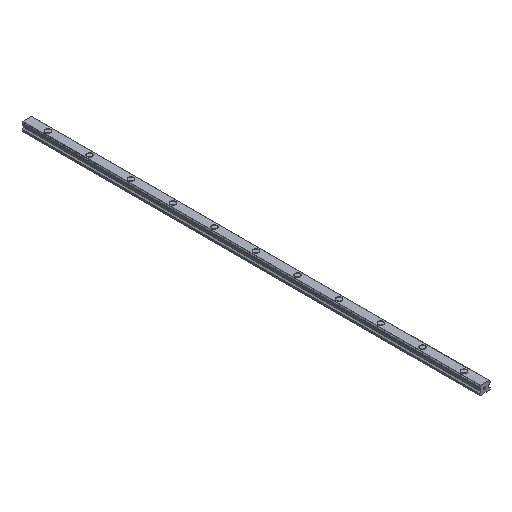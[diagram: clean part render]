
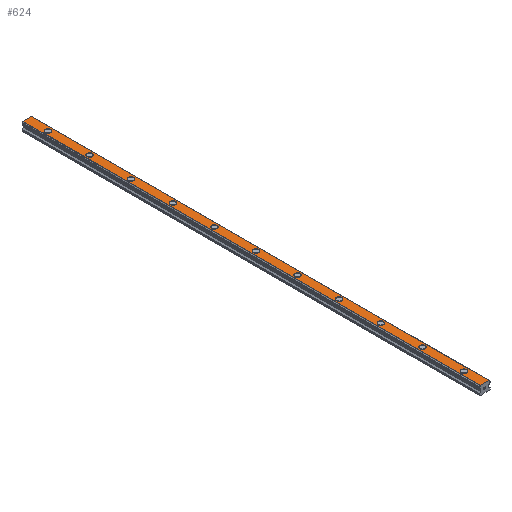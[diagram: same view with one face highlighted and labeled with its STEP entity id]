
A CAD part, isometric view. The second image highlights one B-rep face of the part: STEP entity #624.
In plain terms, the highlighted planar face has unit normal (0, 0, 1).
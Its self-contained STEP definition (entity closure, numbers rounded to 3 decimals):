
#624=ADVANCED_FACE('',(#1276,#1277,#1278,#1279,#1280,#1281,#1282,#1283,#1284,#1285,#1286,#1287),#1288,.T.);
#1276=FACE_BOUND('',#1949,.T.);
#1277=FACE_BOUND('',#1950,.T.);
#1278=FACE_BOUND('',#1951,.T.);
#1279=FACE_BOUND('',#1952,.T.);
#1280=FACE_BOUND('',#1953,.T.);
#1281=FACE_BOUND('',#1954,.T.);
#1282=FACE_BOUND('',#1955,.T.);
#1283=FACE_BOUND('',#1956,.T.);
#1284=FACE_BOUND('',#1957,.T.);
#1285=FACE_BOUND('',#1958,.T.);
#1286=FACE_BOUND('',#1959,.T.);
#1287=FACE_OUTER_BOUND('',#1960,.T.);
#1288=PLANE('',#1961);
#1949=EDGE_LOOP('',(#3769,#3770));
#1950=EDGE_LOOP('',(#3771,#3772));
#1951=EDGE_LOOP('',(#3773,#3774));
#1952=EDGE_LOOP('',(#3775,#3776));
#1953=EDGE_LOOP('',(#3777,#3778));
#1954=EDGE_LOOP('',(#3779,#3780));
#1955=EDGE_LOOP('',(#3781,#3782));
#1956=EDGE_LOOP('',(#3783,#3784));
#1957=EDGE_LOOP('',(#3785,#3786));
#1958=EDGE_LOOP('',(#3787,#3788));
#1959=EDGE_LOOP('',(#3789,#3790));
#1960=EDGE_LOOP('',(#3791,#3792,#3793,#3794));
#1961=AXIS2_PLACEMENT_3D('',#3795,#3796,#3797);
#3769=ORIENTED_EDGE('',*,*,#4113,.T.);
#3770=ORIENTED_EDGE('',*,*,#4556,.T.);
#3771=ORIENTED_EDGE('',*,*,#4101,.T.);
#3772=ORIENTED_EDGE('',*,*,#4590,.T.);
#3773=ORIENTED_EDGE('',*,*,#4089,.T.);
#3774=ORIENTED_EDGE('',*,*,#4599,.T.);
#3775=ORIENTED_EDGE('',*,*,#4077,.T.);
#3776=ORIENTED_EDGE('',*,*,#4608,.T.);
#3777=ORIENTED_EDGE('',*,*,#4065,.T.);
#3778=ORIENTED_EDGE('',*,*,#4617,.T.);
#3779=ORIENTED_EDGE('',*,*,#4053,.T.);
#3780=ORIENTED_EDGE('',*,*,#4626,.T.);
#3781=ORIENTED_EDGE('',*,*,#4041,.T.);
#3782=ORIENTED_EDGE('',*,*,#4635,.T.);
#3783=ORIENTED_EDGE('',*,*,#4029,.T.);
#3784=ORIENTED_EDGE('',*,*,#4644,.T.);
#3785=ORIENTED_EDGE('',*,*,#4017,.T.);
#3786=ORIENTED_EDGE('',*,*,#4653,.T.);
#3787=ORIENTED_EDGE('',*,*,#4005,.T.);
#3788=ORIENTED_EDGE('',*,*,#4662,.T.);
#3789=ORIENTED_EDGE('',*,*,#3993,.T.);
#3790=ORIENTED_EDGE('',*,*,#4671,.T.);
#3791=ORIENTED_EDGE('',*,*,#4537,.T.);
#3792=ORIENTED_EDGE('',*,*,#4714,.F.);
#3793=ORIENTED_EDGE('',*,*,#4411,.T.);
#3794=ORIENTED_EDGE('',*,*,#4712,.T.);
#3795=CARTESIAN_POINT('',(0.0,660.0,12.5));
#3796=DIRECTION('',(0.0,0.0,1.0));
#3797=DIRECTION('',(-1.0,0.0,0.0));
#3993=EDGE_CURVE('',#4770,#4767,#4771,.T.);
#4005=EDGE_CURVE('',#4792,#4789,#4793,.T.);
#4017=EDGE_CURVE('',#4814,#4811,#4815,.T.);
#4029=EDGE_CURVE('',#4836,#4833,#4837,.T.);
#4041=EDGE_CURVE('',#4858,#4855,#4859,.T.);
#4053=EDGE_CURVE('',#4880,#4877,#4881,.T.);
#4065=EDGE_CURVE('',#4902,#4899,#4903,.T.);
#4077=EDGE_CURVE('',#4924,#4921,#4925,.T.);
#4089=EDGE_CURVE('',#4946,#4943,#4947,.T.);
#4101=EDGE_CURVE('',#4968,#4965,#4969,.T.);
#4113=EDGE_CURVE('',#4990,#4987,#4991,.T.);
#4411=EDGE_CURVE('',#5430,#5428,#5431,.T.);
#4537=EDGE_CURVE('',#5637,#5635,#5638,.T.);
#4556=EDGE_CURVE('',#4987,#4990,#5673,.T.);
#4590=EDGE_CURVE('',#4965,#4968,#5719,.T.);
#4599=EDGE_CURVE('',#4943,#4946,#5729,.T.);
#4608=EDGE_CURVE('',#4921,#4924,#5739,.T.);
#4617=EDGE_CURVE('',#4899,#4902,#5749,.T.);
#4626=EDGE_CURVE('',#4877,#4880,#5759,.T.);
#4635=EDGE_CURVE('',#4855,#4858,#5769,.T.);
#4644=EDGE_CURVE('',#4833,#4836,#5779,.T.);
#4653=EDGE_CURVE('',#4811,#4814,#5789,.T.);
#4662=EDGE_CURVE('',#4789,#4792,#5799,.T.);
#4671=EDGE_CURVE('',#4767,#4770,#5809,.T.);
#4712=EDGE_CURVE('',#5428,#5637,#5851,.T.);
#4714=EDGE_CURVE('',#5430,#5635,#5853,.T.);
#4767=VERTEX_POINT('',#5908);
#4770=VERTEX_POINT('',#5912);
#4771=CIRCLE('',#5913,3.75);
#4789=VERTEX_POINT('',#5934);
#4792=VERTEX_POINT('',#5938);
#4793=CIRCLE('',#5939,3.75);
#4811=VERTEX_POINT('',#5960);
#4814=VERTEX_POINT('',#5964);
#4815=CIRCLE('',#5965,3.75);
#4833=VERTEX_POINT('',#5986);
#4836=VERTEX_POINT('',#5990);
#4837=CIRCLE('',#5991,3.75);
#4855=VERTEX_POINT('',#6012);
#4858=VERTEX_POINT('',#6016);
#4859=CIRCLE('',#6017,3.75);
#4877=VERTEX_POINT('',#6038);
#4880=VERTEX_POINT('',#6042);
#4881=CIRCLE('',#6043,3.75);
#4899=VERTEX_POINT('',#6064);
#4902=VERTEX_POINT('',#6068);
#4903=CIRCLE('',#6069,3.75);
#4921=VERTEX_POINT('',#6090);
#4924=VERTEX_POINT('',#6094);
#4925=CIRCLE('',#6095,3.75);
#4943=VERTEX_POINT('',#6116);
#4946=VERTEX_POINT('',#6120);
#4947=CIRCLE('',#6121,3.75);
#4965=VERTEX_POINT('',#6142);
#4968=VERTEX_POINT('',#6146);
#4969=CIRCLE('',#6147,3.75);
#4987=VERTEX_POINT('',#6168);
#4990=VERTEX_POINT('',#6172);
#4991=CIRCLE('',#6173,3.75);
#5428=VERTEX_POINT('',#6756);
#5430=VERTEX_POINT('',#6759);
#5431=LINE('',#6760,#6761);
#5635=VERTEX_POINT('',#7047);
#5637=VERTEX_POINT('',#7050);
#5638=LINE('',#7051,#7052);
#5673=CIRCLE('',#7095,3.75);
#5719=CIRCLE('',#7155,3.75);
#5729=CIRCLE('',#7166,3.75);
#5739=CIRCLE('',#7177,3.75);
#5749=CIRCLE('',#7188,3.75);
#5759=CIRCLE('',#7199,3.75);
#5769=CIRCLE('',#7210,3.75);
#5779=CIRCLE('',#7221,3.75);
#5789=CIRCLE('',#7232,3.75);
#5799=CIRCLE('',#7243,3.75);
#5809=CIRCLE('',#7254,3.75);
#5851=LINE('',#7313,#7314);
#5853=LINE('',#7316,#7317);
#5908=CARTESIAN_POINT('',(3.75,30.0,12.5));
#5912=CARTESIAN_POINT('',(-3.75,30.0,12.5));
#5913=AXIS2_PLACEMENT_3D('',#7389,#7390,#7391);
#5934=CARTESIAN_POINT('',(3.75,90.0,12.5));
#5938=CARTESIAN_POINT('',(-3.75,90.0,12.5));
#5939=AXIS2_PLACEMENT_3D('',#7411,#7412,#7413);
#5960=CARTESIAN_POINT('',(3.75,150.0,12.5));
#5964=CARTESIAN_POINT('',(-3.75,150.0,12.5));
#5965=AXIS2_PLACEMENT_3D('',#7433,#7434,#7435);
#5986=CARTESIAN_POINT('',(3.75,210.0,12.5));
#5990=CARTESIAN_POINT('',(-3.75,210.0,12.5));
#5991=AXIS2_PLACEMENT_3D('',#7455,#7456,#7457);
#6012=CARTESIAN_POINT('',(3.75,270.0,12.5));
#6016=CARTESIAN_POINT('',(-3.75,270.0,12.5));
#6017=AXIS2_PLACEMENT_3D('',#7477,#7478,#7479);
#6038=CARTESIAN_POINT('',(3.75,330.0,12.5));
#6042=CARTESIAN_POINT('',(-3.75,330.0,12.5));
#6043=AXIS2_PLACEMENT_3D('',#7499,#7500,#7501);
#6064=CARTESIAN_POINT('',(3.75,390.0,12.5));
#6068=CARTESIAN_POINT('',(-3.75,390.0,12.5));
#6069=AXIS2_PLACEMENT_3D('',#7521,#7522,#7523);
#6090=CARTESIAN_POINT('',(3.75,450.0,12.5));
#6094=CARTESIAN_POINT('',(-3.75,450.0,12.5));
#6095=AXIS2_PLACEMENT_3D('',#7543,#7544,#7545);
#6116=CARTESIAN_POINT('',(3.75,510.0,12.5));
#6120=CARTESIAN_POINT('',(-3.75,510.0,12.5));
#6121=AXIS2_PLACEMENT_3D('',#7565,#7566,#7567);
#6142=CARTESIAN_POINT('',(3.75,570.0,12.5));
#6146=CARTESIAN_POINT('',(-3.75,570.0,12.5));
#6147=AXIS2_PLACEMENT_3D('',#7587,#7588,#7589);
#6168=CARTESIAN_POINT('',(3.75,630.0,12.5));
#6172=CARTESIAN_POINT('',(-3.75,630.0,12.5));
#6173=AXIS2_PLACEMENT_3D('',#7609,#7610,#7611);
#6756=CARTESIAN_POINT('',(-6.094,660.0,12.5));
#6759=CARTESIAN_POINT('',(6.094,660.0,12.5));
#6760=CARTESIAN_POINT('',(6.094,660.0,12.5));
#6761=VECTOR('',#7954,1.0);
#7047=CARTESIAN_POINT('',(6.094,0.0,12.5));
#7050=CARTESIAN_POINT('',(-6.094,0.0,12.5));
#7051=CARTESIAN_POINT('',(6.094,0.0,12.5));
#7052=VECTOR('',#8092,1.0);
#7095=AXIS2_PLACEMENT_3D('',#8128,#8129,#8130);
#7155=AXIS2_PLACEMENT_3D('',#8187,#8188,#8189);
#7166=AXIS2_PLACEMENT_3D('',#8200,#8201,#8202);
#7177=AXIS2_PLACEMENT_3D('',#8213,#8214,#8215);
#7188=AXIS2_PLACEMENT_3D('',#8226,#8227,#8228);
#7199=AXIS2_PLACEMENT_3D('',#8239,#8240,#8241);
#7210=AXIS2_PLACEMENT_3D('',#8252,#8253,#8254);
#7221=AXIS2_PLACEMENT_3D('',#8265,#8266,#8267);
#7232=AXIS2_PLACEMENT_3D('',#8278,#8279,#8280);
#7243=AXIS2_PLACEMENT_3D('',#8291,#8292,#8293);
#7254=AXIS2_PLACEMENT_3D('',#8304,#8305,#8306);
#7313=CARTESIAN_POINT('',(-6.094,660.0,12.5));
#7314=VECTOR('',#8333,1.0);
#7316=CARTESIAN_POINT('',(6.094,660.0,12.5));
#7317=VECTOR('',#8334,1.0);
#7389=CARTESIAN_POINT('',(0.0,30.0,12.5));
#7390=DIRECTION('',(0.0,0.0,-1.0));
#7391=DIRECTION('',(1.0,0.0,0.0));
#7411=CARTESIAN_POINT('',(0.0,90.0,12.5));
#7412=DIRECTION('',(0.0,0.0,-1.0));
#7413=DIRECTION('',(1.0,0.0,0.0));
#7433=CARTESIAN_POINT('',(0.0,150.0,12.5));
#7434=DIRECTION('',(0.0,0.0,-1.0));
#7435=DIRECTION('',(1.0,0.0,0.0));
#7455=CARTESIAN_POINT('',(0.0,210.0,12.5));
#7456=DIRECTION('',(0.0,0.0,-1.0));
#7457=DIRECTION('',(1.0,0.0,0.0));
#7477=CARTESIAN_POINT('',(0.0,270.0,12.5));
#7478=DIRECTION('',(0.0,0.0,-1.0));
#7479=DIRECTION('',(1.0,0.0,0.0));
#7499=CARTESIAN_POINT('',(0.0,330.0,12.5));
#7500=DIRECTION('',(0.0,0.0,-1.0));
#7501=DIRECTION('',(1.0,0.0,0.0));
#7521=CARTESIAN_POINT('',(0.0,390.0,12.5));
#7522=DIRECTION('',(0.0,0.0,-1.0));
#7523=DIRECTION('',(1.0,0.0,0.0));
#7543=CARTESIAN_POINT('',(0.0,450.0,12.5));
#7544=DIRECTION('',(0.0,0.0,-1.0));
#7545=DIRECTION('',(1.0,0.0,0.0));
#7565=CARTESIAN_POINT('',(0.0,510.0,12.5));
#7566=DIRECTION('',(0.0,0.0,-1.0));
#7567=DIRECTION('',(1.0,0.0,0.0));
#7587=CARTESIAN_POINT('',(0.0,570.0,12.5));
#7588=DIRECTION('',(0.0,0.0,-1.0));
#7589=DIRECTION('',(1.0,0.0,0.0));
#7609=CARTESIAN_POINT('',(0.0,630.0,12.5));
#7610=DIRECTION('',(0.0,0.0,-1.0));
#7611=DIRECTION('',(1.0,0.0,0.0));
#7954=DIRECTION('',(-1.0,0.0,0.0));
#8092=DIRECTION('',(1.0,0.0,0.0));
#8128=CARTESIAN_POINT('',(0.0,630.0,12.5));
#8129=DIRECTION('',(0.0,0.0,-1.0));
#8130=DIRECTION('',(1.0,0.0,0.0));
#8187=CARTESIAN_POINT('',(0.0,570.0,12.5));
#8188=DIRECTION('',(0.0,0.0,-1.0));
#8189=DIRECTION('',(1.0,0.0,0.0));
#8200=CARTESIAN_POINT('',(0.0,510.0,12.5));
#8201=DIRECTION('',(0.0,0.0,-1.0));
#8202=DIRECTION('',(1.0,0.0,0.0));
#8213=CARTESIAN_POINT('',(0.0,450.0,12.5));
#8214=DIRECTION('',(0.0,0.0,-1.0));
#8215=DIRECTION('',(1.0,0.0,0.0));
#8226=CARTESIAN_POINT('',(0.0,390.0,12.5));
#8227=DIRECTION('',(0.0,0.0,-1.0));
#8228=DIRECTION('',(1.0,0.0,0.0));
#8239=CARTESIAN_POINT('',(0.0,330.0,12.5));
#8240=DIRECTION('',(0.0,0.0,-1.0));
#8241=DIRECTION('',(1.0,0.0,0.0));
#8252=CARTESIAN_POINT('',(0.0,270.0,12.5));
#8253=DIRECTION('',(0.0,0.0,-1.0));
#8254=DIRECTION('',(1.0,0.0,0.0));
#8265=CARTESIAN_POINT('',(0.0,210.0,12.5));
#8266=DIRECTION('',(0.0,0.0,-1.0));
#8267=DIRECTION('',(1.0,0.0,0.0));
#8278=CARTESIAN_POINT('',(0.0,150.0,12.5));
#8279=DIRECTION('',(0.0,0.0,-1.0));
#8280=DIRECTION('',(1.0,0.0,0.0));
#8291=CARTESIAN_POINT('',(0.0,90.0,12.5));
#8292=DIRECTION('',(0.0,0.0,-1.0));
#8293=DIRECTION('',(1.0,0.0,0.0));
#8304=CARTESIAN_POINT('',(0.0,30.0,12.5));
#8305=DIRECTION('',(0.0,0.0,-1.0));
#8306=DIRECTION('',(1.0,0.0,0.0));
#8333=DIRECTION('',(0.0,-1.0,0.0));
#8334=DIRECTION('',(0.0,-1.0,0.0));
